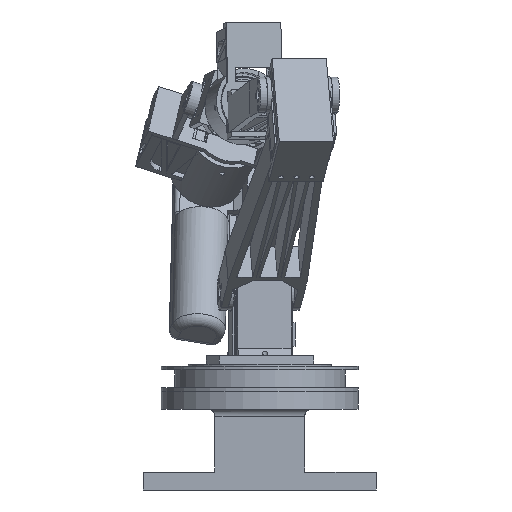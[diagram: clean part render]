
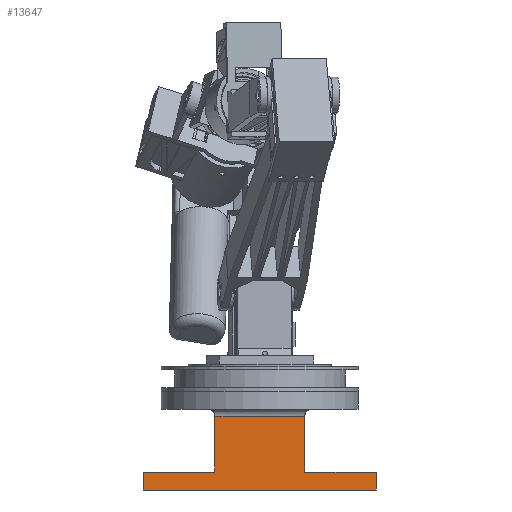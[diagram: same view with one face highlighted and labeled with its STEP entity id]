
A CAD part, left-side view. The second image highlights one B-rep face of the part: STEP entity #13647.
In plain terms, the highlighted planar face has unit normal (-1, 0, 0).
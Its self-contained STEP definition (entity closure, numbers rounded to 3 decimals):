
#1774=FACE_OUTER_BOUND('',#2522,.T.);
#2522=EDGE_LOOP('',(#9607,#9608,#9609,#9610,#9611,#9612,#9613,#9614));
#3636=LINE('',#20192,#4890);
#3718=LINE('',#20475,#4972);
#3720=LINE('',#20481,#4974);
#3721=LINE('',#20483,#4975);
#3722=LINE('',#20484,#4976);
#3723=LINE('',#20486,#4977);
#3724=LINE('',#20488,#4978);
#3725=LINE('',#20489,#4979);
#4890=VECTOR('',#16053,10.);
#4972=VECTOR('',#16355,10.);
#4974=VECTOR('',#16361,10.);
#4975=VECTOR('',#16362,10.);
#4976=VECTOR('',#16363,10.);
#4977=VECTOR('',#16364,10.);
#4978=VECTOR('',#16365,10.);
#4979=VECTOR('',#16366,10.);
#6140=VERTEX_POINT('',#20189);
#6141=VERTEX_POINT('',#20191);
#6231=VERTEX_POINT('',#20472);
#6232=VERTEX_POINT('',#20474);
#6234=VERTEX_POINT('',#20480);
#6235=VERTEX_POINT('',#20482);
#6236=VERTEX_POINT('',#20485);
#6237=VERTEX_POINT('',#20487);
#7408=EDGE_CURVE('',#6140,#6141,#3636,.T.);
#7548=EDGE_CURVE('',#6231,#6232,#3718,.T.);
#7551=EDGE_CURVE('',#6231,#6234,#3720,.T.);
#7552=EDGE_CURVE('',#6234,#6235,#3721,.T.);
#7553=EDGE_CURVE('',#6141,#6235,#3722,.T.);
#7554=EDGE_CURVE('',#6236,#6140,#3723,.T.);
#7555=EDGE_CURVE('',#6237,#6236,#3724,.T.);
#7556=EDGE_CURVE('',#6237,#6232,#3725,.T.);
#9607=ORIENTED_EDGE('',*,*,#7548,.F.);
#9608=ORIENTED_EDGE('',*,*,#7551,.T.);
#9609=ORIENTED_EDGE('',*,*,#7552,.T.);
#9610=ORIENTED_EDGE('',*,*,#7553,.F.);
#9611=ORIENTED_EDGE('',*,*,#7408,.F.);
#9612=ORIENTED_EDGE('',*,*,#7554,.F.);
#9613=ORIENTED_EDGE('',*,*,#7555,.F.);
#9614=ORIENTED_EDGE('',*,*,#7556,.T.);
#13197=PLANE('',#14699);
#13647=ADVANCED_FACE('',(#1774),#13197,.T.);
#14699=AXIS2_PLACEMENT_3D('',#20479,#16359,#16360);
#16053=DIRECTION('',(0.,1.,0.));
#16355=DIRECTION('',(0.,-1.,0.));
#16359=DIRECTION('center_axis',(-1.,0.,0.));
#16360=DIRECTION('ref_axis',(0.,0.,1.));
#16361=DIRECTION('',(0.,0.,-1.));
#16362=DIRECTION('',(0.,1.,0.));
#16363=DIRECTION('',(0.,0.,1.));
#16364=DIRECTION('',(0.,0.,-1.));
#16365=DIRECTION('',(0.,-1.,0.));
#16366=DIRECTION('',(0.,0.,1.));
#20189=CARTESIAN_POINT('',(-10.,-65.1,-30.));
#20191=CARTESIAN_POINT('',(-10.,64.9,-30.));
#20192=CARTESIAN_POINT('',(-10.,24.9,-30.));
#20472=CARTESIAN_POINT('',(-10.,24.9,11.));
#20474=CARTESIAN_POINT('',(-10.,-25.1,11.));
#20475=CARTESIAN_POINT('',(-10.,-12.6,11.));
#20479=CARTESIAN_POINT('Origin',(-10.,-25.1,-30.));
#20480=CARTESIAN_POINT('',(-10.,24.9,-20.));
#20481=CARTESIAN_POINT('',(-10.,24.9,-30.));
#20482=CARTESIAN_POINT('',(-10.,64.9,-20.));
#20483=CARTESIAN_POINT('',(-10.,24.9,-20.));
#20484=CARTESIAN_POINT('',(-10.,64.9,-30.));
#20485=CARTESIAN_POINT('',(-10.,-65.1,-20.));
#20486=CARTESIAN_POINT('',(-10.,-65.1,-20.));
#20487=CARTESIAN_POINT('',(-10.,-25.1,-20.));
#20488=CARTESIAN_POINT('',(-10.,-25.1,-20.));
#20489=CARTESIAN_POINT('',(-10.,-25.1,-30.));
